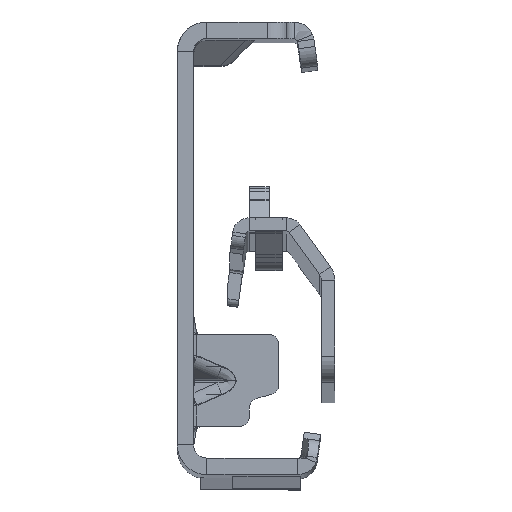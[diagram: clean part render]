
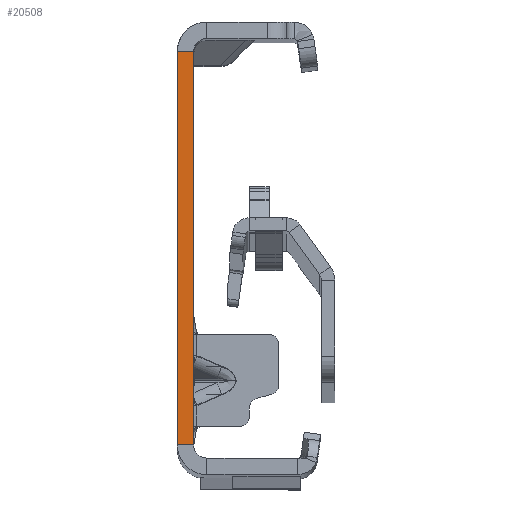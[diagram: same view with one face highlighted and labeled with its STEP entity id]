
A CAD part, top view. The second image highlights one B-rep face of the part: STEP entity #20508.
In plain terms, the highlighted planar face has unit normal (0, 0, 1).
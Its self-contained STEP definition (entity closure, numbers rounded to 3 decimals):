
#48 = LINE ( 'NONE', #41626, #18532 ) ;
#954 = DIRECTION ( 'NONE',  ( -1., 0., 0. ) ) ;
#1464 = CARTESIAN_POINT ( 'NONE',  ( 0., 30., 0. ) ) ;
#1896 = DIRECTION ( 'NONE',  ( 0., 0., 1. ) ) ;
#5143 = LINE ( 'NONE', #1464, #42673 ) ;
#6082 = DIRECTION ( 'NONE',  ( 1., 0., 0. ) ) ;
#7115 = LINE ( 'NONE', #37307, #36909 ) ;
#9951 = VERTEX_POINT ( 'NONE', #16686 ) ;
#11091 = VERTEX_POINT ( 'NONE', #15625 ) ;
#12960 = ORIENTED_EDGE ( 'NONE', *, *, #28626, .T. ) ;
#13468 = EDGE_LOOP ( 'NONE', ( #39096, #31938, #12960, #47376 ) ) ;
#15625 = CARTESIAN_POINT ( 'NONE',  ( -2.5, -30., 0. ) ) ;
#16686 = CARTESIAN_POINT ( 'NONE',  ( 0., -30., 0. ) ) ;
#18388 = DIRECTION ( 'NONE',  ( 0., -1., 0. ) ) ;
#18532 = VECTOR ( 'NONE', #18388, 1000. ) ;
#20508 = ADVANCED_FACE ( 'NONE', ( #43487 ), #20715, .T. ) ;
#20715 = PLANE ( 'NONE',  #25625 ) ;
#21309 = CARTESIAN_POINT ( 'NONE',  ( -2.5, -32., 0. ) ) ;
#22651 = VERTEX_POINT ( 'NONE', #31580 ) ;
#25625 = AXIS2_PLACEMENT_3D ( 'NONE', #35824, #1896, #6082 ) ;
#28626 = EDGE_CURVE ( 'NONE', #33694, #11091, #43841, .T. ) ;
#29343 = EDGE_CURVE ( 'NONE', #22651, #9951, #48, .T. ) ;
#31129 = CARTESIAN_POINT ( 'NONE',  ( -2.5, 30., 0. ) ) ;
#31580 = CARTESIAN_POINT ( 'NONE',  ( 0., 30., 0. ) ) ;
#31938 = ORIENTED_EDGE ( 'NONE', *, *, #43866, .T. ) ;
#32466 = EDGE_CURVE ( 'NONE', #9951, #11091, #7115, .T. ) ;
#33694 = VERTEX_POINT ( 'NONE', #31129 ) ;
#35824 = CARTESIAN_POINT ( 'NONE',  ( -2.5, -32., 0. ) ) ;
#36642 = VECTOR ( 'NONE', #47799, 1000. ) ;
#36909 = VECTOR ( 'NONE', #45750, 1000. ) ;
#37307 = CARTESIAN_POINT ( 'NONE',  ( 0., -30., 0. ) ) ;
#39096 = ORIENTED_EDGE ( 'NONE', *, *, #29343, .F. ) ;
#41626 = CARTESIAN_POINT ( 'NONE',  ( 0., -32., 0. ) ) ;
#42673 = VECTOR ( 'NONE', #954, 1000. ) ;
#43487 = FACE_OUTER_BOUND ( 'NONE', #13468, .T. ) ;
#43841 = LINE ( 'NONE', #21309, #36642 ) ;
#43866 = EDGE_CURVE ( 'NONE', #22651, #33694, #5143, .T. ) ;
#45750 = DIRECTION ( 'NONE',  ( -1., 0., 0. ) ) ;
#47376 = ORIENTED_EDGE ( 'NONE', *, *, #32466, .F. ) ;
#47799 = DIRECTION ( 'NONE',  ( 0., -1., 0. ) ) ;
